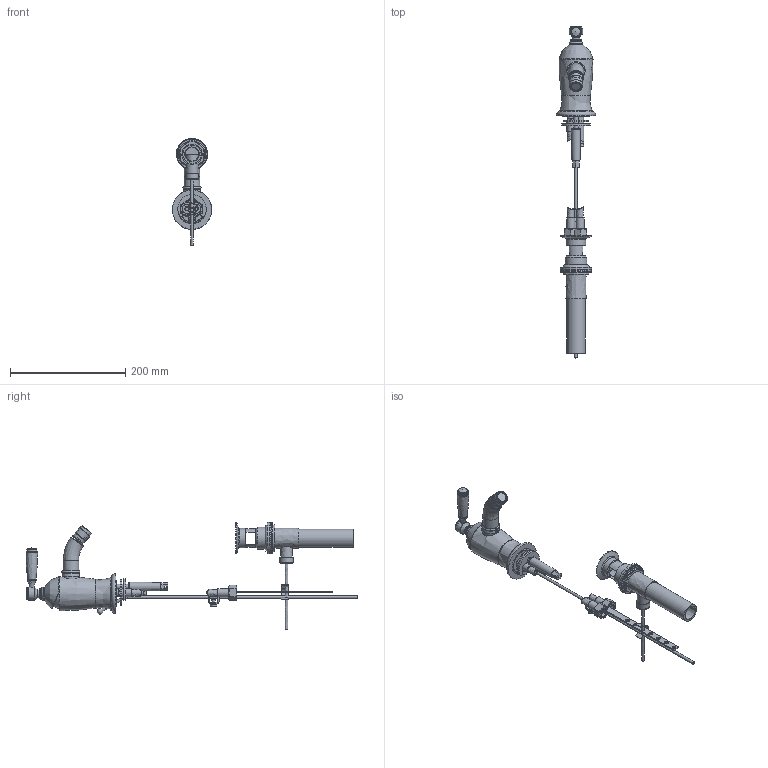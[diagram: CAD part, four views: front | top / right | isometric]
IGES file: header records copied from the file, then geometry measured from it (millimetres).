
Global section: file name: V2KA19-C M W GBC; native system: Autodesk Inventor 2018; preprocessor: unknown; author: adaniels; date: 20180201.153542; units: millimetre
Bounding box: 68.58 x 576.98 x 186.5 mm (x, y, z)
Volume: 478411.8 mm3; surface area: 208693 mm2
Topology: 35 solids, 37 shells, 883 faces, 2295 edges, 1576 vertices
Faces by surface type: bspline 883
